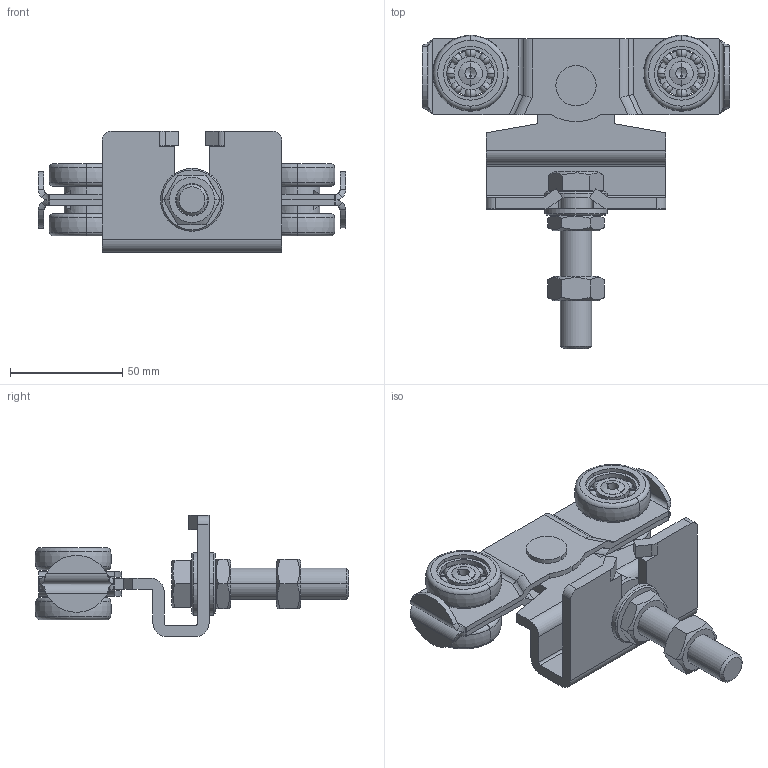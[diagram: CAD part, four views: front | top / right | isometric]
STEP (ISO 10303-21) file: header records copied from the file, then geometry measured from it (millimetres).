
FILE_DESCRIPTION (( 'STEP AP214' ), '1' );
FILE_NAME ('0042195.step', '2023-04-05T10:19:29', ( '' ), ( '' ), 'SwSTEP 2.0', 'SolidWorks 2020', '' );
FILE_SCHEMA (( 'AUTOMOTIVE_DESIGN' ));
Length unit declared in the file: millimetre
Products named in the file (1): 0042195
Bounding box: 137 x 139.76 x 54 mm (x, y, z)
Volume: 122643.3 mm3; surface area: 79916.5 mm2
Topology: 59 solids, 59 shells, 569 faces, 1370 edges, 863 vertices
Faces by surface type: cylinder 198, plane 155, torus 90, sphere 70, cone 40, bspline 16
Entity records: 25735 total; most frequent: CARTESIAN_POINT 6291, DIRECTION 2796, ORIENTED_EDGE 2412, EDGE_CURVE 1206, AXIS2_PLACEMENT_3D 1166, VERTEX_POINT 767, EDGE_LOOP 635, UNCERTAINTY_MEASURE_WITH_UNIT 630
